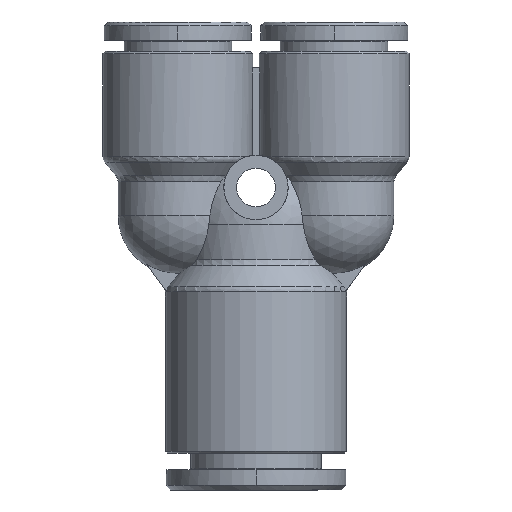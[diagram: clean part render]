
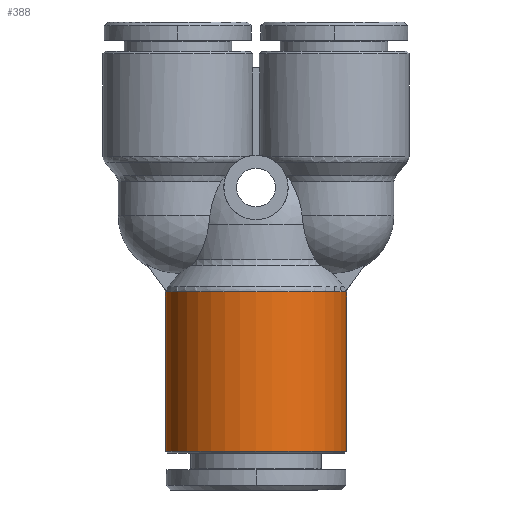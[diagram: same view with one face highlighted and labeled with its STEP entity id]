
A CAD part, front view. The second image highlights one B-rep face of the part: STEP entity #388.
In plain terms, the highlighted cylindrical face has radius 9.85 mm (diameter 19.7 mm), a partial arc.
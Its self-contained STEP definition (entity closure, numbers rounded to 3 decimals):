
#347=CARTESIAN_POINT('',(-21.233,0.,-8.5));
#348=DIRECTION('',(1.0,0.,0.));
#349=DIRECTION('',(0.0,0.0,1.0));
#350=AXIS2_PLACEMENT_3D('',#347,#348,#349);
#351=CYLINDRICAL_SURFACE('',#350,9.85);
#352=CARTESIAN_POINT('',(-30.933,0.,1.35));
#353=VERTEX_POINT('',#352);
#354=CARTESIAN_POINT('',(-13.597,0.,1.35));
#355=VERTEX_POINT('',#354);
#356=CARTESIAN_POINT('',(-30.933,0.,1.35));
#357=DIRECTION('',(1.0,0.0,0.0));
#358=VECTOR('',#357,17.336);
#359=LINE('',#356,#358);
#360=EDGE_CURVE('',#353,#355,#359,.T.);
#361=ORIENTED_EDGE('',*,*,#360,.F.);
#362=CARTESIAN_POINT('',(-30.933,0.,-18.35));
#363=VERTEX_POINT('',#362);
#364=CARTESIAN_POINT('',(-30.933,0.,-8.5));
#365=DIRECTION('',(-1.0,0.0,0.0));
#366=DIRECTION('',(0.0,0.0,-1.0));
#367=AXIS2_PLACEMENT_3D('',#364,#365,#366);
#368=CIRCLE('',#367,9.85);
#369=EDGE_CURVE('',#363,#353,#368,.T.);
#370=ORIENTED_EDGE('',*,*,#369,.F.);
#371=CARTESIAN_POINT('',(-13.597,0.,-18.35));
#372=VERTEX_POINT('',#371);
#373=CARTESIAN_POINT('',(-13.597,0.,-18.35));
#374=DIRECTION('',(-1.0,0.0,0.0));
#375=VECTOR('',#374,17.336);
#376=LINE('',#373,#375);
#377=EDGE_CURVE('',#372,#363,#376,.T.);
#378=ORIENTED_EDGE('',*,*,#377,.F.);
#379=CARTESIAN_POINT('',(-13.597,0.,-8.5));
#380=DIRECTION('',(1.0,0.0,0.0));
#381=DIRECTION('',(0.0,0.0,-1.0));
#382=AXIS2_PLACEMENT_3D('',#379,#380,#381);
#383=CIRCLE('',#382,9.85);
#384=EDGE_CURVE('',#355,#372,#383,.T.);
#385=ORIENTED_EDGE('',*,*,#384,.F.);
#386=EDGE_LOOP('',(#361,#370,#378,#385));
#387=FACE_OUTER_BOUND('',#386,.T.);
#388=ADVANCED_FACE('',(#387),#351,.T.);
